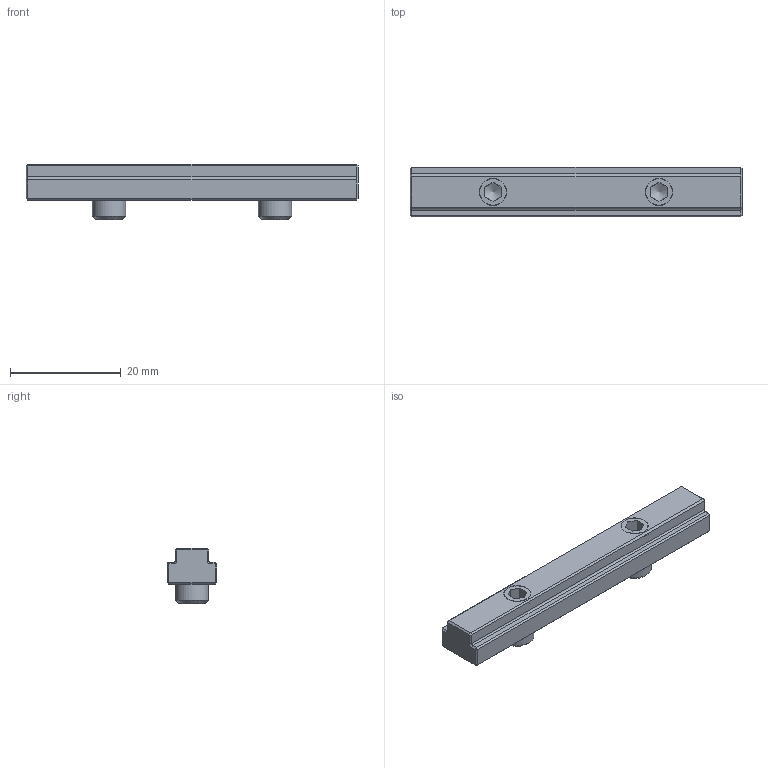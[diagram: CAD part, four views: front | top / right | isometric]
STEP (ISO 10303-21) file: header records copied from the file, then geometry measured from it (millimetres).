
FILE_DESCRIPTION(/* description */ ('Spojovací člen'),/* implementation_level */ '2;1');
FILE_NAME(/* name */ '321306.stp',/* time_stamp */ '2022-10-05T11:28:29+02:00',/* author */ ('aluteckkpl_am'),/* organization */ (''),/* preprocessor_version */ 'ST-DEVELOPER v18.1',/* originating_system */ 'Autodesk Inventor 2021',/* authorisation */ '');
FILE_SCHEMA (('CONFIG_CONTROL_DESIGN'));
Length unit declared in the file: millimetre
Products named in the file (1): 321306
Bounding box: 60 x 9 x 10 mm (x, y, z)
Volume: 3306 mm3; surface area: 2546.2 mm2
Topology: 3 solids, 3 shells, 73 faces, 161 edges, 94 vertices
Faces by surface type: plane 57, cone 10, cylinder 6
Full cylindrical faces by diameter (mm): 4.917 x2, 6 x2
Entity records: 2048 total; most frequent: CARTESIAN_POINT 351, DIRECTION 321, ORIENTED_EDGE 318, EDGE_CURVE 159, LINE 121, VECTOR 121, AXIS2_PLACEMENT_3D 100, VERTEX_POINT 94
